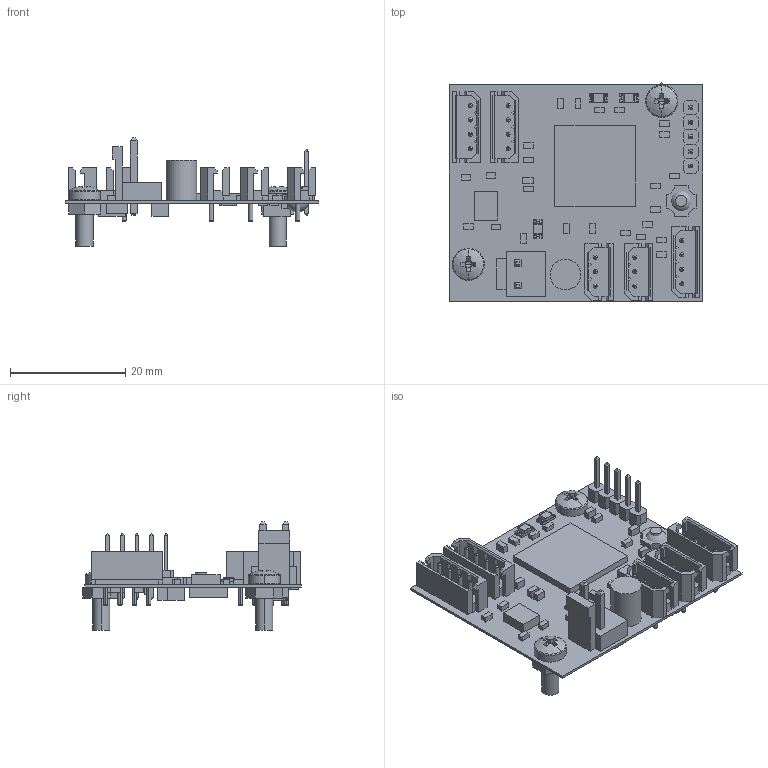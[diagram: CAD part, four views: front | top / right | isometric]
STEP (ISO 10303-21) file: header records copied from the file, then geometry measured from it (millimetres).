
FILE_DESCRIPTION(('Open CASCADE Model'),'2;1');
FILE_NAME('Open CASCADE Shape Model','2018-02-24T14:56:03',('Author'),( 'Open CASCADE'),'Open CASCADE STEP processor 6.8','Open CASCADE 6.8' ,'Unknown');
FILE_SCHEMA(('AUTOMOTIVE_DESIGN { 1 0 10303 214 1 1 1 1 }'));
Length unit declared in the file: millimetre
Products named in the file (90): PCB; Board; 1; 1750371568; Extruded; 2; 1750371976; 3; 4; C1; 1104898016; C2; C3; C4; C5; C6; C7; C8; 1750372112; C9; C10; 1104898152; C12; C13; C14; C16; D1; 1750371160; D2; D3; 1750371704; L1; 1750372248; L2; LED1; Surface_Mount_Chip_LED_3.2x1.6mm; LED2; LED3; R1; R2 ...
Assembly tree (127 placements, depth 4):
  PCB
    Board
    1
      1750371568
        Extruded
    2
      1750371976
        Extruded
    3
      1750371568
        Extruded
    4
      1750371568
        Extruded
    C1
      1104898016
        Extruded
    C2
      1750371568
        Extruded
    C3
      1104898016
        Extruded
    C4
      1104898016
        Extruded
    C5
      1750371568
        Extruded
    C6
      1750371568
        Extruded
    C7
      1750371976
        Extruded
    C8
      1750372112
        Extruded
    C9
      1750371568
        Extruded
    C10
      1104898152
        Extruded
    C12
      1750372112
        Extruded
    C13
      1104898152
        Extruded
    C14
      1104898016
        Extruded
    C16
      1104898152
        Extruded
    D1
      1750371160
        Extruded
    D2
Bounding box: 43.94 x 37.87 x 18.76 mm (x, y, z)
Volume: 2859.6 mm3; surface area: 8333.1 mm2
Topology: 106 solids, 106 shells, 1646 faces, 3912 edges, 2630 vertices
Faces by surface type: plane 1175, bspline 309, cylinder 119, cone 30, torus 8, sphere 5
Full cylindrical faces by diameter (mm): 0.9 x7, 1.016 x18, 1.3 x2, 2 x3, 5.3 x1
Entity records: 28366 total; most frequent: CARTESIAN_POINT 8382, ORIENTED_EDGE 3582, DIRECTION 3208, EDGE_CURVE 1791, VERTEX_POINT 1141, LINE 1126, VECTOR 1126, AXIS2_PLACEMENT_3D 1041
